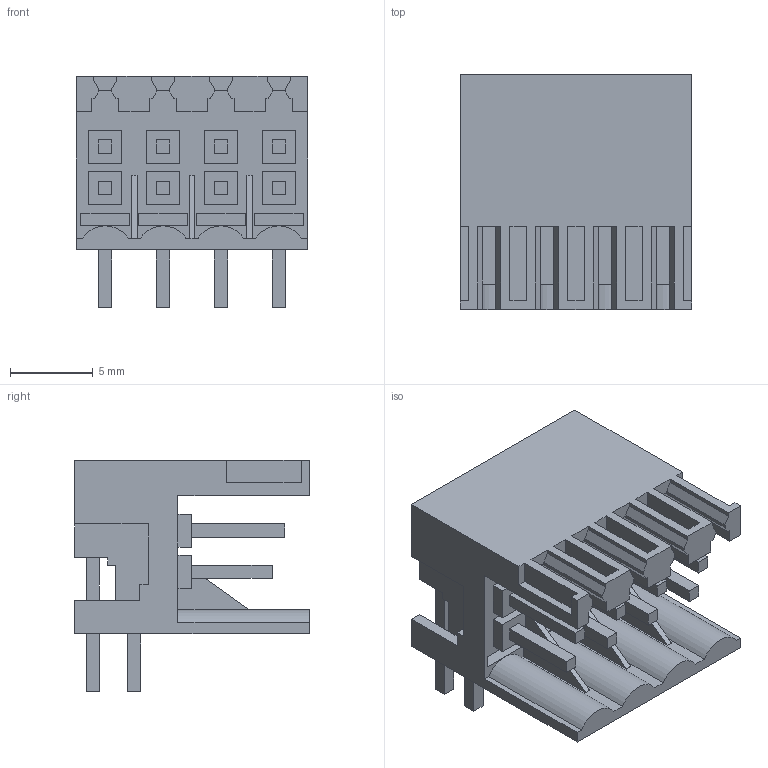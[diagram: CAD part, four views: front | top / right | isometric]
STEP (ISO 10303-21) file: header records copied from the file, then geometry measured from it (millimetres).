
FILE_DESCRIPTION(('CATIA V5 STEP Exchange','CAx-IF Rec.Pracs.--- Model Styling and Organization---1.4--- 2014-01-23'),'2;1');
FILE_NAME ('D1455073_0_1728160000_1728160000.stp','2019-02-21T15:39:40+00:00',('none'),('Weidmueller'),'CATIA Version 5-6 Release 2016 SP3 HF44','CATIA V5 STEP AP214','none');
FILE_SCHEMA(('AUTOMOTIVE_DESIGN { 1 0 10303 214 1 1 1 1 }'));
Length unit declared in the file: millimetre
Products named in the file (1): 1728160000
Bounding box: 14 x 14.2 x 14 mm (x, y, z)
Volume: 932.3 mm3; surface area: 2110.9 mm2
Topology: 1 solids, 1 shells, 384 faces, 1120 edges, 761 vertices
Faces by surface type: plane 376, cylinder 8
Entity records: 12185 total; most frequent: ORIENTED_EDGE 2240, CARTESIAN_POINT 2139, DIRECTION 1634, EDGE_CURVE 1120, VECTOR 1096, LINE 1096, VERTEX_POINT 761, EDGE_LOOP 407
